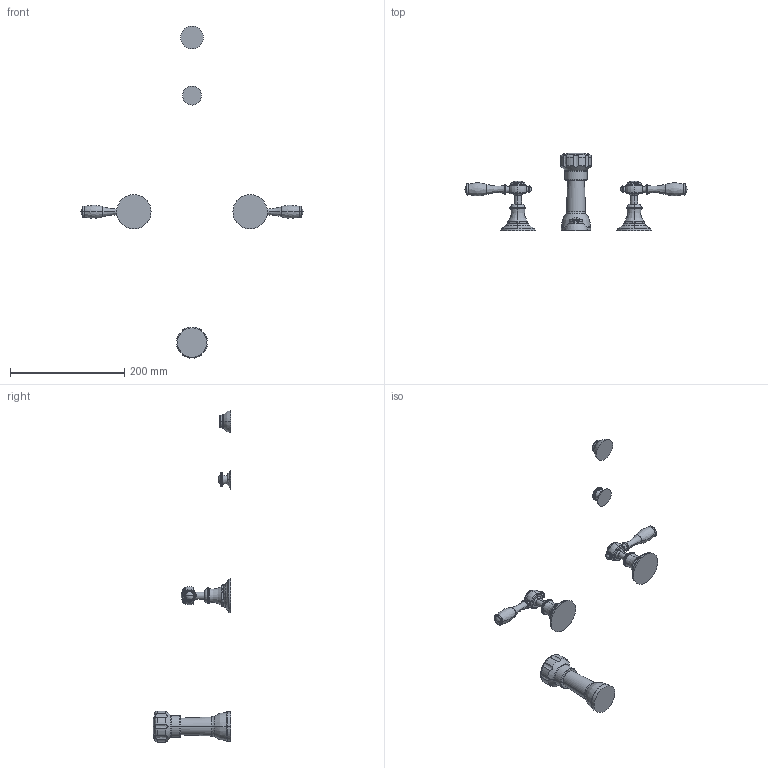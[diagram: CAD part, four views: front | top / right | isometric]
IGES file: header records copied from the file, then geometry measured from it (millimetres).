
Start section:  PTC IGES file: 1779.igs
Global section: file name: 1779.igs; native system: Creo Parametric by PTC Inc.; preprocessor: 2018400; author: jinson.thomas; organization: Unknown; date: 20210128.140024; units: inch
Bounding box: 388.42 x 135.97 x 580.53 mm (x, y, z)
Volume: 357005.9 mm3; surface area: 67045.1 mm2
Topology: 5 solids, 9 shells, 703 faces, 1274 edges, 808 vertices
Faces by surface type: bspline 475, revolution 228
